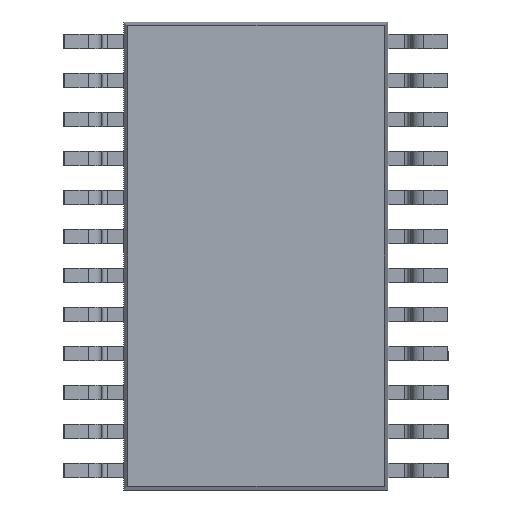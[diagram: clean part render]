
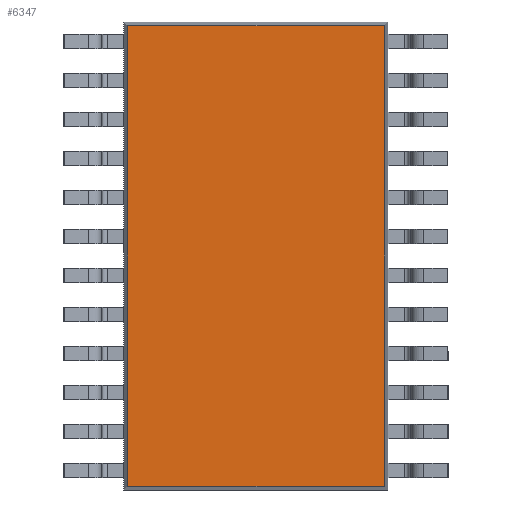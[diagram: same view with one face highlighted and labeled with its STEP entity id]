
A CAD part, front view. The second image highlights one B-rep face of the part: STEP entity #6347.
In plain terms, the highlighted planar face has unit normal (0, -1, 0).
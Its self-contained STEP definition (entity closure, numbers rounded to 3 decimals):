
#489=FACE_OUTER_BOUND('',#844,.T.);
#844=EDGE_LOOP('',(#5631,#5632,#5633,#5634));
#1520=LINE('',#10487,#2222);
#1521=LINE('',#10489,#2223);
#1522=LINE('',#10491,#2224);
#1523=LINE('',#10492,#2225);
#2222=VECTOR('',#8638,1000.);
#2223=VECTOR('',#8639,1000.);
#2224=VECTOR('',#8640,1000.);
#2225=VECTOR('',#8641,1000.);
#3029=VERTEX_POINT('',#10485);
#3030=VERTEX_POINT('',#10486);
#3031=VERTEX_POINT('',#10488);
#3032=VERTEX_POINT('',#10490);
#3902=EDGE_CURVE('',#3029,#3030,#1520,.T.);
#3903=EDGE_CURVE('',#3030,#3031,#1521,.T.);
#3904=EDGE_CURVE('',#3031,#3032,#1522,.T.);
#3905=EDGE_CURVE('',#3032,#3029,#1523,.T.);
#5631=ORIENTED_EDGE('',*,*,#3902,.T.);
#5632=ORIENTED_EDGE('',*,*,#3903,.T.);
#5633=ORIENTED_EDGE('',*,*,#3904,.T.);
#5634=ORIENTED_EDGE('',*,*,#3905,.T.);
#5997=PLANE('',#6927);
#6347=ADVANCED_FACE('',(#489),#5997,.T.);
#6927=AXIS2_PLACEMENT_3D('',#10484,#8636,#8637);
#8636=DIRECTION('center_axis',(0.,-1.,0.));
#8637=DIRECTION('ref_axis',(1.,0.,0.));
#8638=DIRECTION('',(0.,0.,-1.));
#8639=DIRECTION('',(1.,0.,0.));
#8640=DIRECTION('',(0.,0.,1.));
#8641=DIRECTION('',(-1.,0.,0.));
#10484=CARTESIAN_POINT('Origin',(0.,0.15,
0.));
#10485=CARTESIAN_POINT('',(-2.141,0.15,3.841));
#10486=CARTESIAN_POINT('',(-2.141,0.15,-3.841));
#10487=CARTESIAN_POINT('',(-2.141,0.15,0.));
#10488=CARTESIAN_POINT('',(2.141,0.15,-3.841));
#10489=CARTESIAN_POINT('',(0.,0.15,-3.841));
#10490=CARTESIAN_POINT('',(2.141,0.15,3.841));
#10491=CARTESIAN_POINT('',(2.141,0.15,0.));
#10492=CARTESIAN_POINT('',(0.,0.15,3.841));
